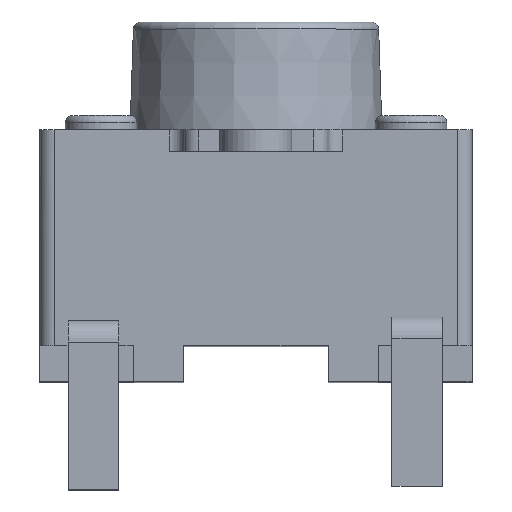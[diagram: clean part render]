
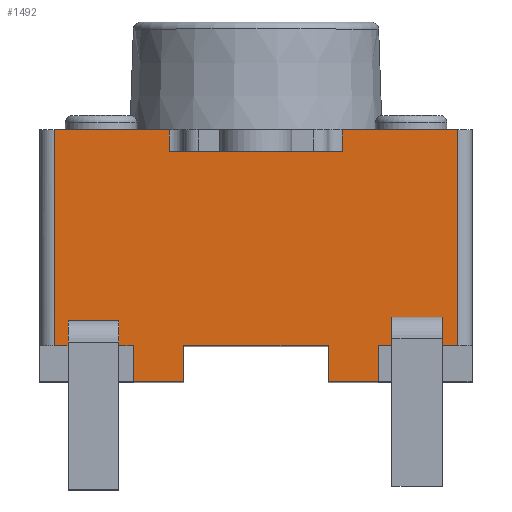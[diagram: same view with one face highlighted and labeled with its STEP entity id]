
A CAD part, top view. The second image highlights one B-rep face of the part: STEP entity #1492.
In plain terms, the highlighted planar face has unit normal (0, 0, 1).
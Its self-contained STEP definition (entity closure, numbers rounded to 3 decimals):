
#29=DIRECTION('',(1.,0.,0.));
#30=VECTOR('',#29,0.7);
#31=CARTESIAN_POINT('',(1.,0.,3.));
#32=LINE('',#31,#30);
#65=DIRECTION('',(1.,0.,0.));
#66=VECTOR('',#65,0.704);
#67=CARTESIAN_POINT('',(-1.704,0.,3.));
#68=LINE('',#67,#66);
#202=DIRECTION('',(0.,1.,0.));
#203=VECTOR('',#202,3.);
#204=CARTESIAN_POINT('',(2.8,0.5,3.));
#205=LINE('',#204,#203);
#206=DIRECTION('',(1.,0.,0.));
#207=VECTOR('',#206,0.194);
#208=CARTESIAN_POINT('',(-2.804,0.5,3.));
#209=LINE('',#208,#207);
#210=DIRECTION('',(0.,1.,0.));
#211=VECTOR('',#210,3.);
#212=CARTESIAN_POINT('',(-2.804,0.5,3.));
#213=LINE('',#212,#211);
#214=DIRECTION('',(0.,1.,0.));
#215=VECTOR('',#214,0.3);
#216=CARTESIAN_POINT('',(-1.202,3.2,3.));
#217=LINE('',#216,#215);
#218=DIRECTION('',(1.,0.,0.));
#219=VECTOR('',#218,2.4);
#220=CARTESIAN_POINT('',(-1.202,3.2,3.));
#221=LINE('',#220,#219);
#222=DIRECTION('',(0.,1.,0.));
#223=VECTOR('',#222,0.3);
#224=CARTESIAN_POINT('',(1.198,3.2,3.));
#225=LINE('',#224,#223);
#226=DIRECTION('',(1.,0.,0.));
#227=VECTOR('',#226,0.213);
#228=CARTESIAN_POINT('',(2.587,0.5,3.));
#229=LINE('',#228,#227);
#230=DIRECTION('',(0.,1.,0.));
#231=VECTOR('',#230,0.4);
#232=CARTESIAN_POINT('',(2.587,0.5,3.));
#233=LINE('',#232,#231);
#234=DIRECTION('',(-1.,0.,0.));
#235=VECTOR('',#234,0.699);
#236=CARTESIAN_POINT('',(2.587,0.9,3.));
#237=LINE('',#236,#235);
#238=DIRECTION('',(0.,1.,0.));
#239=VECTOR('',#238,0.4);
#240=CARTESIAN_POINT('',(1.888,0.5,3.));
#241=LINE('',#240,#239);
#242=DIRECTION('',(1.,0.,0.));
#243=VECTOR('',#242,0.188);
#244=CARTESIAN_POINT('',(1.7,0.5,3.));
#245=LINE('',#244,#243);
#246=DIRECTION('',(0.,1.,0.));
#247=VECTOR('',#246,0.5);
#248=CARTESIAN_POINT('',(1.7,0.,3.));
#249=LINE('',#248,#247);
#250=DIRECTION('',(0.,1.,0.));
#251=VECTOR('',#250,0.5);
#252=CARTESIAN_POINT('',(1.,0.,3.));
#253=LINE('',#252,#251);
#254=DIRECTION('',(-1.,0.,0.));
#255=VECTOR('',#254,2.);
#256=CARTESIAN_POINT('',(1.,0.5,3.));
#257=LINE('',#256,#255);
#258=DIRECTION('',(0.,1.,0.));
#259=VECTOR('',#258,0.5);
#260=CARTESIAN_POINT('',(-1.,0.,3.));
#261=LINE('',#260,#259);
#262=DIRECTION('',(0.,1.,0.));
#263=VECTOR('',#262,0.5);
#264=CARTESIAN_POINT('',(-1.704,0.,3.));
#265=LINE('',#264,#263);
#266=DIRECTION('',(1.,0.,0.));
#267=VECTOR('',#266,0.203);
#268=CARTESIAN_POINT('',(-1.907,0.5,3.));
#269=LINE('',#268,#267);
#270=DIRECTION('',(0.,1.,0.));
#271=VECTOR('',#270,0.349);
#272=CARTESIAN_POINT('',(-1.907,0.5,3.));
#273=LINE('',#272,#271);
#274=DIRECTION('',(-1.,0.,0.));
#275=VECTOR('',#274,0.703);
#276=CARTESIAN_POINT('',(-1.907,0.849,3.));
#277=LINE('',#276,#275);
#278=DIRECTION('',(0.,1.,0.));
#279=VECTOR('',#278,0.349);
#280=CARTESIAN_POINT('',(-2.61,0.5,3.));
#281=LINE('',#280,#279);
#290=CARTESIAN_POINT('',(-2.804,0.5,3.));
#383=DIRECTION('',(1.,0.,0.));
#384=VECTOR('',#383,1.602);
#385=CARTESIAN_POINT('',(1.198,3.5,3.));
#386=LINE('',#385,#384);
#436=DIRECTION('',(1.,0.,0.));
#437=VECTOR('',#436,1.602);
#438=CARTESIAN_POINT('',(-2.804,3.5,3.));
#439=LINE('',#438,#437);
#929=CARTESIAN_POINT('',(2.8,3.5,3.));
#931=VERTEX_POINT('',#929);
#943=CARTESIAN_POINT('',(-2.804,3.5,3.));
#944=VERTEX_POINT('',#943);
#985=CARTESIAN_POINT('',(-1.202,3.2,3.));
#986=CARTESIAN_POINT('',(1.198,3.2,3.));
#987=VERTEX_POINT('',#985);
#988=VERTEX_POINT('',#986);
#989=CARTESIAN_POINT('',(-1.202,3.5,3.));
#990=VERTEX_POINT('',#989);
#991=CARTESIAN_POINT('',(1.198,3.5,3.));
#992=VERTEX_POINT('',#991);
#1010=CARTESIAN_POINT('',(1.888,0.9,3.));
#1012=VERTEX_POINT('',#1010);
#1013=CARTESIAN_POINT('',(2.587,0.9,3.));
#1014=VERTEX_POINT('',#1013);
#1018=CARTESIAN_POINT('',(-2.61,0.849,
3.));
#1020=VERTEX_POINT('',#1018);
#1021=CARTESIAN_POINT('',(-1.907,0.849,
3.));
#1022=VERTEX_POINT('',#1021);
#1085=CARTESIAN_POINT('',(1.,0.,3.));
#1087=VERTEX_POINT('',#1085);
#1089=CARTESIAN_POINT('',(-1.,0.,3.));
#1091=VERTEX_POINT('',#1089);
#1097=CARTESIAN_POINT('',(1.,0.5,3.));
#1098=VERTEX_POINT('',#1097);
#1099=CARTESIAN_POINT('',(-1.,0.5,3.));
#1100=VERTEX_POINT('',#1099);
#1129=CARTESIAN_POINT('',(1.7,0.,3.));
#1130=VERTEX_POINT('',#1129);
#1132=CARTESIAN_POINT('',(2.8,0.5,3.));
#1134=VERTEX_POINT('',#1132);
#1154=VERTEX_POINT('',#290);
#1155=CARTESIAN_POINT('',(-2.61,0.5,3.));
#1156=VERTEX_POINT('',#1155);
#1157=CARTESIAN_POINT('',(-1.907,0.5,3.));
#1158=CARTESIAN_POINT('',(-1.704,0.5,3.));
#1159=VERTEX_POINT('',#1157);
#1160=VERTEX_POINT('',#1158);
#1161=CARTESIAN_POINT('',(1.7,0.5,3.));
#1162=CARTESIAN_POINT('',(1.888,0.5,3.));
#1163=VERTEX_POINT('',#1161);
#1164=VERTEX_POINT('',#1162);
#1165=CARTESIAN_POINT('',(2.587,0.5,3.));
#1166=VERTEX_POINT('',#1165);
#1173=CARTESIAN_POINT('',(-1.704,0.,3.));
#1174=VERTEX_POINT('',#1173);
#1444=CARTESIAN_POINT('',(-2.804,0.,3.));
#1445=DIRECTION('',(0.,0.,1.));
#1446=DIRECTION('',(1.,0.,0.));
#1447=AXIS2_PLACEMENT_3D('',#1444,#1445,#1446);
#1448=PLANE('',#1447);
#1449=ORIENTED_EDGE('',*,*,#1415,.F.);
#1451=ORIENTED_EDGE('',*,*,#1450,.T.);
#1453=ORIENTED_EDGE('',*,*,#1452,.T.);
#1455=ORIENTED_EDGE('',*,*,#1454,.F.);
#1457=ORIENTED_EDGE('',*,*,#1456,.T.);
#1459=ORIENTED_EDGE('',*,*,#1458,.T.);
#1461=ORIENTED_EDGE('',*,*,#1460,.T.);
#1462=ORIENTED_EDGE('',*,*,#1436,.F.);
#1463=ORIENTED_EDGE('',*,*,#1339,.F.);
#1465=ORIENTED_EDGE('',*,*,#1464,.T.);
#1467=ORIENTED_EDGE('',*,*,#1466,.T.);
#1469=ORIENTED_EDGE('',*,*,#1468,.F.);
#1470=ORIENTED_EDGE('',*,*,#1335,.F.);
#1472=ORIENTED_EDGE('',*,*,#1471,.F.);
#1473=ORIENTED_EDGE('',*,*,#1220,.F.);
#1475=ORIENTED_EDGE('',*,*,#1474,.T.);
#1477=ORIENTED_EDGE('',*,*,#1476,.T.);
#1479=ORIENTED_EDGE('',*,*,#1478,.F.);
#1480=ORIENTED_EDGE('',*,*,#1246,.F.);
#1482=ORIENTED_EDGE('',*,*,#1481,.T.);
#1483=ORIENTED_EDGE('',*,*,#1419,.F.);
#1485=ORIENTED_EDGE('',*,*,#1484,.T.);
#1487=ORIENTED_EDGE('',*,*,#1486,.T.);
#1489=ORIENTED_EDGE('',*,*,#1488,.F.);
#1490=EDGE_LOOP('',(#1449,#1451,#1453,#1455,#1457,#1459,#1461,#1462,#1463,#1465,
#1467,#1469,#1470,#1472,#1473,#1475,#1477,#1479,#1480,#1482,#1483,#1485,#1487,
#1489));
#1491=FACE_OUTER_BOUND('',#1490,.F.);
#1220=EDGE_CURVE('',#1087,#1130,#32,.T.);
#1246=EDGE_CURVE('',#1174,#1091,#68,.T.);
#1335=EDGE_CURVE('',#1163,#1164,#245,.T.);
#1339=EDGE_CURVE('',#1166,#1134,#229,.T.);
#1415=EDGE_CURVE('',#1154,#1156,#209,.T.);
#1419=EDGE_CURVE('',#1159,#1160,#269,.T.);
#1436=EDGE_CURVE('',#1134,#931,#205,.T.);
#1450=EDGE_CURVE('',#1154,#944,#213,.T.);
#1452=EDGE_CURVE('',#944,#990,#439,.T.);
#1454=EDGE_CURVE('',#987,#990,#217,.T.);
#1456=EDGE_CURVE('',#987,#988,#221,.T.);
#1458=EDGE_CURVE('',#988,#992,#225,.T.);
#1460=EDGE_CURVE('',#992,#931,#386,.T.);
#1464=EDGE_CURVE('',#1166,#1014,#233,.T.);
#1466=EDGE_CURVE('',#1014,#1012,#237,.T.);
#1468=EDGE_CURVE('',#1164,#1012,#241,.T.);
#1471=EDGE_CURVE('',#1130,#1163,#249,.T.);
#1474=EDGE_CURVE('',#1087,#1098,#253,.T.);
#1476=EDGE_CURVE('',#1098,#1100,#257,.T.);
#1478=EDGE_CURVE('',#1091,#1100,#261,.T.);
#1481=EDGE_CURVE('',#1174,#1160,#265,.T.);
#1484=EDGE_CURVE('',#1159,#1022,#273,.T.);
#1486=EDGE_CURVE('',#1022,#1020,#277,.T.);
#1488=EDGE_CURVE('',#1156,#1020,#281,.T.);
#1492=ADVANCED_FACE('',(#1491),#1448,.T.);
